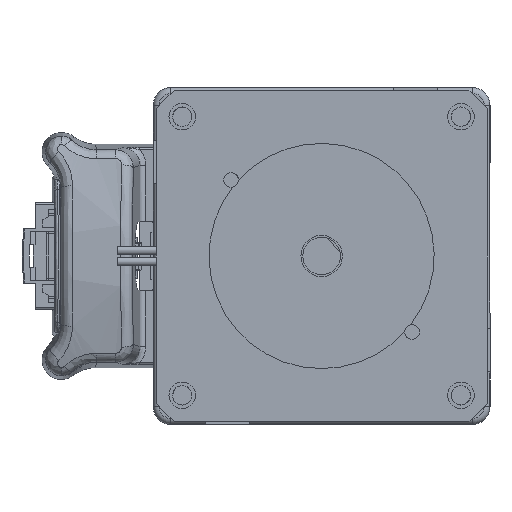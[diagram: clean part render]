
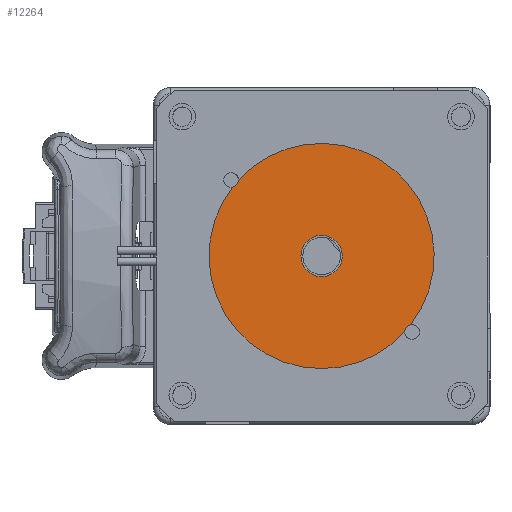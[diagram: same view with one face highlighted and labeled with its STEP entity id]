
A CAD part, left-side view. The second image highlights one B-rep face of the part: STEP entity #12264.
In plain terms, the highlighted face is planar.
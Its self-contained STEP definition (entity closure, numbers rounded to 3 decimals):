
#2825 = CIRCLE ( 'NONE', #101567, 3.5 ) ;
#3874 = DIRECTION ( 'NONE',  ( 0., 0., -1. ) ) ;
#8663 = DIRECTION ( 'NONE',  ( 0., 0., -1. ) ) ;
#12264 = ADVANCED_FACE ( 'NONE', ( #112354, #18742 ), #116638, .T. ) ;
#13451 = ORIENTED_EDGE ( 'NONE', *, *, #124729, .T. ) ;
#15870 = CIRCLE ( 'NONE', #54023, 3.5 ) ;
#16262 = VERTEX_POINT ( 'NONE', #100905 ) ;
#17337 = VERTEX_POINT ( 'NONE', #136559 ) ;
#18742 = FACE_OUTER_BOUND ( 'NONE', #145680, .T. ) ;
#20162 = ORIENTED_EDGE ( 'NONE', *, *, #111758, .T. ) ;
#26392 = ORIENTED_EDGE ( 'NONE', *, *, #129399, .F. ) ;
#26886 = AXIS2_PLACEMENT_3D ( 'NONE', #93068, #128422, #58194 ) ;
#29292 = CIRCLE ( 'NONE', #69688, 19.05 ) ;
#31155 = CARTESIAN_POINT ( 'NONE',  ( 0., 0., 47.85 ) ) ;
#34499 = DIRECTION ( 'NONE',  ( 0., 0., -1. ) ) ;
#35963 = CARTESIAN_POINT ( 'NONE',  ( -3.5, 0., 47.85 ) ) ;
#40034 = CARTESIAN_POINT ( 'NONE',  ( 0., 0., 47.85 ) ) ;
#42311 = CIRCLE ( 'NONE', #86741, 1.25 ) ;
#42957 = DIRECTION ( 'NONE',  ( -1., 0., 0. ) ) ;
#44057 = EDGE_CURVE ( 'NONE', #133084, #17337, #15870, .T. ) ;
#44274 = DIRECTION ( 'NONE',  ( 0., 0., -1. ) ) ;
#48268 = CARTESIAN_POINT ( 'NONE',  ( 12.842, 14.071, 47.85 ) ) ;
#49909 = CARTESIAN_POINT ( 'NONE',  ( 19.05, 0., 47.85 ) ) ;
#51829 = DIRECTION ( 'NONE',  ( 1., 0., 0. ) ) ;
#54023 = AXIS2_PLACEMENT_3D ( 'NONE', #104779, #34499, #116518 ) ;
#58194 = DIRECTION ( 'NONE',  ( 1., 0., 0. ) ) ;
#67497 = CARTESIAN_POINT ( 'NONE',  ( 12.856, 15.321, 47.85 ) ) ;
#69688 = AXIS2_PLACEMENT_3D ( 'NONE', #40034, #122050, #51829 ) ;
#69871 = ORIENTED_EDGE ( 'NONE', *, *, #88501, .F. ) ;
#72608 = CARTESIAN_POINT ( 'NONE',  ( 11.627, 15.09, 47.85 ) ) ;
#73456 = CIRCLE ( 'NONE', #123489, 19.05 ) ;
#74083 = CARTESIAN_POINT ( 'NONE',  ( 0., 0., 47.85 ) ) ;
#76074 = CIRCLE ( 'NONE', #135661, 1.25 ) ;
#76801 = VERTEX_POINT ( 'NONE', #151098 ) ;
#78917 = CARTESIAN_POINT ( 'NONE',  ( 0., 0., 47.85 ) ) ;
#79259 = DIRECTION ( 'NONE',  ( -1., 0., 0. ) ) ;
#85879 = DIRECTION ( 'NONE',  ( 1., 0., 0. ) ) ;
#86672 = CIRCLE ( 'NONE', #138105, 19.05 ) ;
#86741 = AXIS2_PLACEMENT_3D ( 'NONE', #67497, #149522, #79259 ) ;
#88501 = EDGE_CURVE ( 'NONE', #76801, #116412, #29292, .T. ) ;
#90699 = DIRECTION ( 'NONE',  ( 1., 0., 0. ) ) ;
#93068 = CARTESIAN_POINT ( 'NONE',  ( 0., 0., 47.85 ) ) ;
#100905 = CARTESIAN_POINT ( 'NONE',  ( -11.627, -15.09, 47.85 ) ) ;
#101567 = AXIS2_PLACEMENT_3D ( 'NONE', #31155, #113218, #42957 ) ;
#104779 = CARTESIAN_POINT ( 'NONE',  ( 0., 0., 47.85 ) ) ;
#105610 = ORIENTED_EDGE ( 'NONE', *, *, #44057, .T. ) ;
#111758 = EDGE_CURVE ( 'NONE', #125243, #116412, #42311, .T. ) ;
#112354 = FACE_BOUND ( 'NONE', #122002, .T. ) ;
#113218 = DIRECTION ( 'NONE',  ( 0., 0., -1. ) ) ;
#114490 = CARTESIAN_POINT ( 'NONE',  ( -12.856, -15.321, 47.85 ) ) ;
#116412 = VERTEX_POINT ( 'NONE', #72608 ) ;
#116518 = DIRECTION ( 'NONE',  ( -1., 0., 0. ) ) ;
#116638 = PLANE ( 'NONE',  #26886 ) ;
#120252 = EDGE_CURVE ( 'NONE', #76801, #16262, #76074, .T. ) ;
#122002 = EDGE_LOOP ( 'NONE', ( #105610, #13451 ) ) ;
#122050 = DIRECTION ( 'NONE',  ( 0., 0., -1. ) ) ;
#123489 = AXIS2_PLACEMENT_3D ( 'NONE', #74083, #3874, #85879 ) ;
#123887 = ORIENTED_EDGE ( 'NONE', *, *, #120252, .T. ) ;
#124729 = EDGE_CURVE ( 'NONE', #17337, #133084, #2825, .T. ) ;
#125243 = VERTEX_POINT ( 'NONE', #48268 ) ;
#126274 = DIRECTION ( 'NONE',  ( -1., 0., 0. ) ) ;
#126376 = VERTEX_POINT ( 'NONE', #49909 ) ;
#128422 = DIRECTION ( 'NONE',  ( 0., 0., 1. ) ) ;
#129399 = EDGE_CURVE ( 'NONE', #126376, #16262, #86672, .T. ) ;
#131746 = EDGE_CURVE ( 'NONE', #125243, #126376, #73456, .T. ) ;
#133084 = VERTEX_POINT ( 'NONE', #35963 ) ;
#135661 = AXIS2_PLACEMENT_3D ( 'NONE', #114490, #44274, #126274 ) ;
#136559 = CARTESIAN_POINT ( 'NONE',  ( 3.5, 0., 47.85 ) ) ;
#138105 = AXIS2_PLACEMENT_3D ( 'NONE', #78917, #8663, #90699 ) ;
#145680 = EDGE_LOOP ( 'NONE', ( #20162, #69871, #123887, #26392, #146270 ) ) ;
#146270 = ORIENTED_EDGE ( 'NONE', *, *, #131746, .F. ) ;
#149522 = DIRECTION ( 'NONE',  ( 0., 0., -1. ) ) ;
#151098 = CARTESIAN_POINT ( 'NONE',  ( -12.842, -14.071, 47.85 ) ) ;
